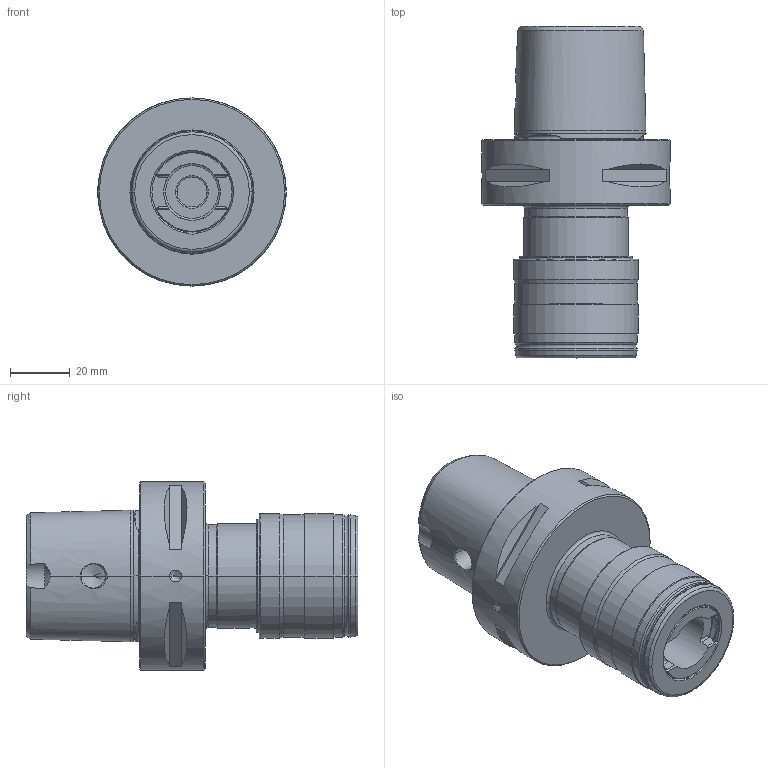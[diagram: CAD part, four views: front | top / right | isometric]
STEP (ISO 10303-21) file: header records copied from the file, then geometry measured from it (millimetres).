
FILE_DESCRIPTION((''),'2;1');
FILE_NAME('34400-C63_SW0001','2016-04-04T',('040'),(''),'CREO PARAMETRIC BY PTC INC, 2015380','CREO PARAMETRIC BY PTC INC, 2015380','');
FILE_SCHEMA(('CONFIG_CONTROL_DESIGN'));
Length unit declared in the file: millimetre
Products named in the file (1): 34400-C63_SW0001
Bounding box: 63 x 111 x 63 mm (x, y, z)
Volume: 134191.6 mm3; surface area: 42430.3 mm2
Topology: 1 solids, 1 shells, 360 faces, 868 edges, 518 vertices
Faces by surface type: cylinder 112, cone 88, plane 80, torus 54, bspline 14, sphere 12
Entity records: 14229 total; most frequent: CARTESIAN_POINT 5893, DIRECTION 1792, ORIENTED_EDGE 1720, EDGE_CURVE 860, AXIS2_PLACEMENT_3D 750, VERTEX_POINT 518, CIRCLE 404, EDGE_LOOP 392
